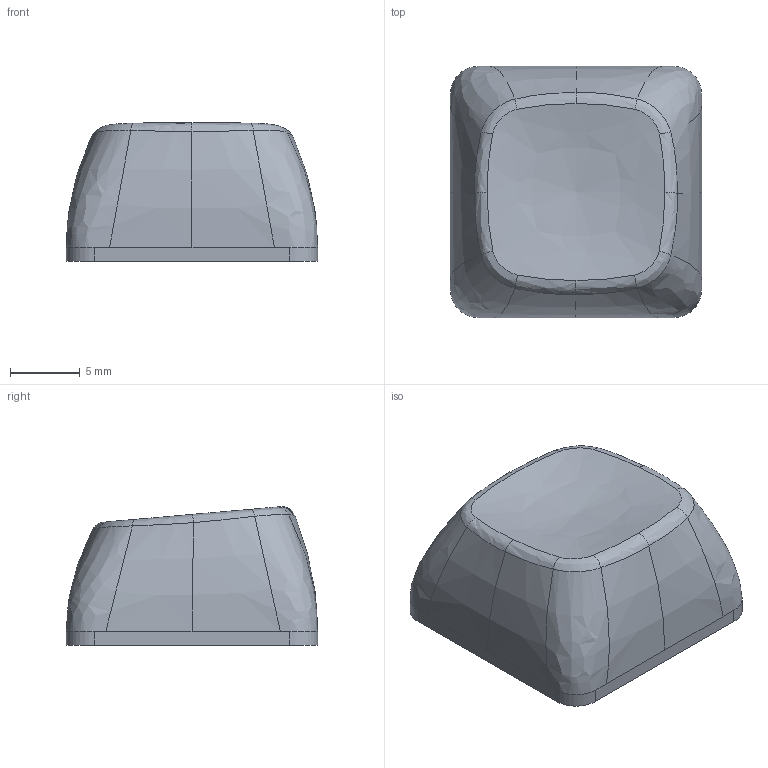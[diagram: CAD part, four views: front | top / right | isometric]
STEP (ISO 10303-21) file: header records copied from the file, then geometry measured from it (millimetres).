
FILE_DESCRIPTION(/* description */ ('','CAx-IF Rec.Pracs.---Representation and Presentation of Product Manufacturing Information (PMI)---4.0---2014-10-13'),/* implementation_level */ '2;1');
FILE_NAME(/* name */ 'Keycap.step',/* time_stamp */ '2025-03-10T11:36:19+02:00',/* author */ (''),/* organization */ (''),/* preprocessor_version */ 'ST-DEVELOPER v20',/* originating_system */ 'Autodesk Translation Framework v13.20.0.188',/* authorisation */ '');
FILE_SCHEMA (('AP242_MANAGED_MODEL_BASED_3D_ENGINEERING_MIM_LF { 1 0 10303 442 1 1 4 }'));
Length unit declared in the file: millimetre
Products named in the file (1): Keycap
Bounding box: 18 x 18 x 9.94 mm (x, y, z)
Volume: 896.2 mm3; surface area: 1679.2 mm2
Topology: 1 solids, 1 shells, 71 faces, 204 edges, 138 vertices
Faces by surface type: bspline 40, plane 22, cylinder 9
Full cylindrical faces by diameter (mm): 5.5 x1
Entity records: 4948 total; most frequent: CARTESIAN_POINT 3355, ORIENTED_EDGE 408, EDGE_CURVE 204, DIRECTION 181, VERTEX_POINT 138, B_SPLINE_CURVE_WITH_KNOTS 105, LINE 81, VECTOR 81
